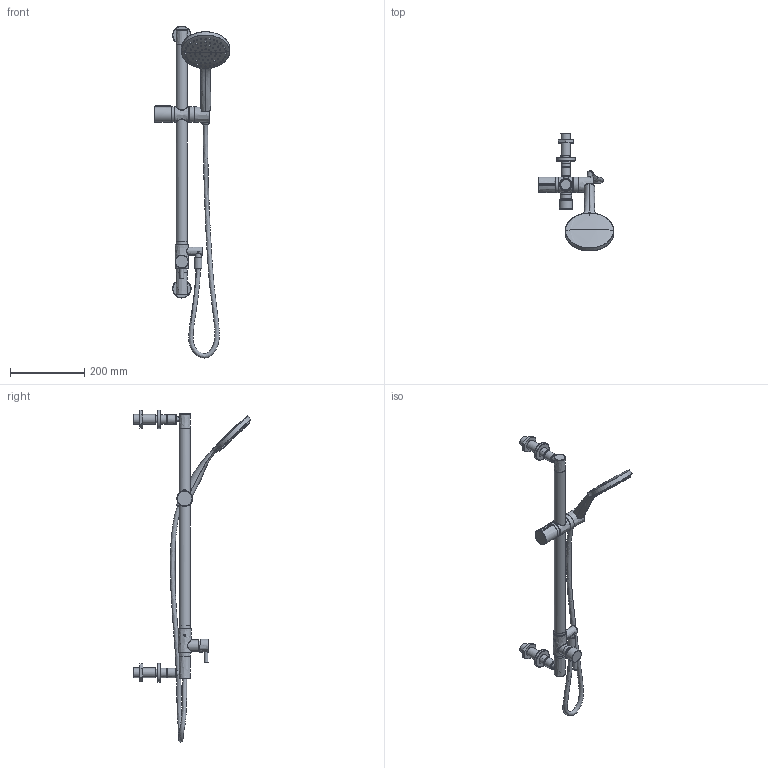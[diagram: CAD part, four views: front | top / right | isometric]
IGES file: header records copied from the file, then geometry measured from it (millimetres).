
Global section: file name: 56H7090Q_01.igs; native system: Rhinoceros ( Feb 22 2008 ); preprocessor: Trout Lake IGES 012 Feb 22 2008; date: 190903.155016; units: millimetre
Bounding box: 202.91 x 318.23 x 895.77 mm (x, y, z)
Surface area: 279349.2 mm2 (no closed solid volume)
Topology: 0 solids, 0 shells, 524 faces, 8381 edges, 8177 vertices
Faces by surface type: bspline 524
